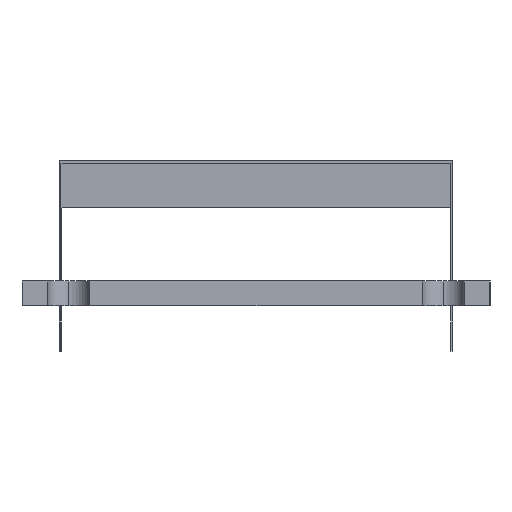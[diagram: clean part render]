
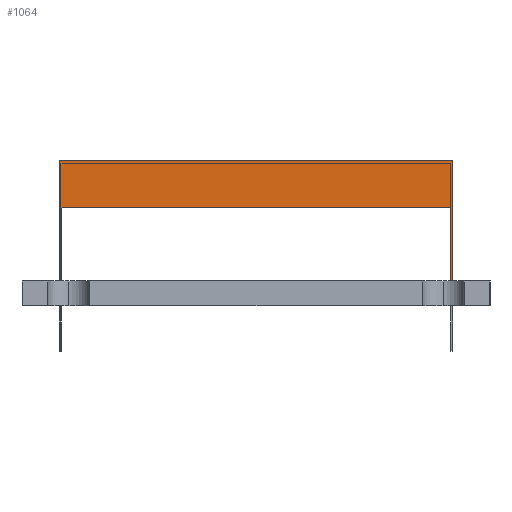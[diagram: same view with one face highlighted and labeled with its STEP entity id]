
A CAD part, left-side view. The second image highlights one B-rep face of the part: STEP entity #1064.
In plain terms, the highlighted planar face has unit normal (-1, 0, 0).
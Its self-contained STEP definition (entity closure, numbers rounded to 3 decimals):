
#493 = PLANE('',#494);
#494 = AXIS2_PLACEMENT_3D('',#495,#496,#497);
#495 = CARTESIAN_POINT('',(5.3,-20.12,9.2));
#496 = DIRECTION('',(0.,0.,1.));
#497 = DIRECTION('',(1.,0.,0.));
#668 = VERTEX_POINT('',#669);
#669 = CARTESIAN_POINT('',(5.4,4.88,9.2));
#683 = PLANE('',#684);
#684 = AXIS2_PLACEMENT_3D('',#685,#686,#687);
#685 = CARTESIAN_POINT('',(5.3,4.88,-1.));
#686 = DIRECTION('',(0.,1.,0.));
#687 = DIRECTION('',(0.,0.,1.));
#695 = EDGE_CURVE('',#668,#696,#698,.T.);
#696 = VERTEX_POINT('',#697);
#697 = CARTESIAN_POINT('',(5.4,-20.12,9.2));
#698 = SURFACE_CURVE('',#699,(#703,#709),.PCURVE_S1.);
#699 = LINE('',#700,#701);
#700 = CARTESIAN_POINT('',(5.4,-20.17,9.2));
#701 = VECTOR('',#702,1.);
#702 = DIRECTION('',(0.,-1.,0.));
#703 = PCURVE('',#493,#704);
#704 = DEFINITIONAL_REPRESENTATION('',(#705),#708);
#705 = B_SPLINE_CURVE_WITH_KNOTS('',1,(#706,#707),.UNSPECIFIED.,.F.,.F.,
  (2,2),(-27.55,2.45),.PIECEWISE_BEZIER_KNOTS.);
#706 = CARTESIAN_POINT('',(0.1,27.5));
#707 = CARTESIAN_POINT('',(0.1,-2.5));
#708 = ( GEOMETRIC_REPRESENTATION_CONTEXT(2) 
PARAMETRIC_REPRESENTATION_CONTEXT() REPRESENTATION_CONTEXT('2D SPACE',''
  ) );
#709 = PCURVE('',#710,#715);
#710 = PLANE('',#711);
#711 = AXIS2_PLACEMENT_3D('',#712,#713,#714);
#712 = CARTESIAN_POINT('',(5.4,-20.22,0.));
#713 = DIRECTION('',(1.,0.,0.));
#714 = DIRECTION('',(0.,0.,1.));
#715 = DEFINITIONAL_REPRESENTATION('',(#716),#719);
#716 = B_SPLINE_CURVE_WITH_KNOTS('',1,(#717,#718),.UNSPECIFIED.,.F.,.F.,
  (2,2),(-27.55,2.45),.PIECEWISE_BEZIER_KNOTS.);
#717 = CARTESIAN_POINT('',(9.2,-27.6));
#718 = CARTESIAN_POINT('',(9.2,2.4));
#719 = ( GEOMETRIC_REPRESENTATION_CONTEXT(2) 
PARAMETRIC_REPRESENTATION_CONTEXT() REPRESENTATION_CONTEXT('2D SPACE',''
  ) );
#735 = PLANE('',#736);
#736 = AXIS2_PLACEMENT_3D('',#737,#738,#739);
#737 = CARTESIAN_POINT('',(5.3,-20.12,-1.));
#738 = DIRECTION('',(0.,1.,0.));
#739 = DIRECTION('',(0.,0.,1.));
#794 = PLANE('',#795);
#795 = AXIS2_PLACEMENT_3D('',#796,#797,#798);
#796 = CARTESIAN_POINT('',(-1.5,-22.62,4.5));
#797 = DIRECTION('',(0.,0.,1.));
#798 = DIRECTION('',(1.,0.,0.));
#979 = VERTEX_POINT('',#980);
#980 = CARTESIAN_POINT('',(5.4,4.88,4.5));
#999 = EDGE_CURVE('',#979,#668,#1000,.T.);
#1000 = SURFACE_CURVE('',#1001,(#1005,#1011),.PCURVE_S1.);
#1001 = LINE('',#1002,#1003);
#1002 = CARTESIAN_POINT('',(5.4,4.88,-0.5));
#1003 = VECTOR('',#1004,1.);
#1004 = DIRECTION('',(0.,0.,1.));
#1005 = PCURVE('',#683,#1006);
#1006 = DEFINITIONAL_REPRESENTATION('',(#1007),#1010);
#1007 = B_SPLINE_CURVE_WITH_KNOTS('',1,(#1008,#1009),.UNSPECIFIED.,.F.,
  .F.,(2,2),(-0.72,10.72),.PIECEWISE_BEZIER_KNOTS.);
#1008 = CARTESIAN_POINT('',(-0.22,0.1));
#1009 = CARTESIAN_POINT('',(11.22,0.1));
#1010 = ( GEOMETRIC_REPRESENTATION_CONTEXT(2) 
PARAMETRIC_REPRESENTATION_CONTEXT() REPRESENTATION_CONTEXT('2D SPACE',''
  ) );
#1011 = PCURVE('',#710,#1012);
#1012 = DEFINITIONAL_REPRESENTATION('',(#1013),#1016);
#1013 = B_SPLINE_CURVE_WITH_KNOTS('',1,(#1014,#1015),.UNSPECIFIED.,.F.,
  .F.,(2,2),(-0.72,10.72),.PIECEWISE_BEZIER_KNOTS.);
#1014 = CARTESIAN_POINT('',(-1.22,-25.1));
#1015 = CARTESIAN_POINT('',(10.22,-25.1));
#1016 = ( GEOMETRIC_REPRESENTATION_CONTEXT(2) 
PARAMETRIC_REPRESENTATION_CONTEXT() REPRESENTATION_CONTEXT('2D SPACE',''
  ) );
#1024 = VERTEX_POINT('',#1025);
#1025 = CARTESIAN_POINT('',(5.4,-20.12,4.5));
#1044 = EDGE_CURVE('',#1024,#696,#1045,.T.);
#1045 = SURFACE_CURVE('',#1046,(#1050,#1056),.PCURVE_S1.);
#1046 = LINE('',#1047,#1048);
#1047 = CARTESIAN_POINT('',(5.4,-20.12,-0.5));
#1048 = VECTOR('',#1049,1.);
#1049 = DIRECTION('',(0.,0.,1.));
#1050 = PCURVE('',#735,#1051);
#1051 = DEFINITIONAL_REPRESENTATION('',(#1052),#1055);
#1052 = B_SPLINE_CURVE_WITH_KNOTS('',1,(#1053,#1054),.UNSPECIFIED.,.F.,
  .F.,(2,2),(-0.72,10.72),.PIECEWISE_BEZIER_KNOTS.);
#1053 = CARTESIAN_POINT('',(-0.22,0.1));
#1054 = CARTESIAN_POINT('',(11.22,0.1));
#1055 = ( GEOMETRIC_REPRESENTATION_CONTEXT(2) 
PARAMETRIC_REPRESENTATION_CONTEXT() REPRESENTATION_CONTEXT('2D SPACE',''
  ) );
#1056 = PCURVE('',#710,#1057);
#1057 = DEFINITIONAL_REPRESENTATION('',(#1058),#1061);
#1058 = B_SPLINE_CURVE_WITH_KNOTS('',1,(#1059,#1060),.UNSPECIFIED.,.F.,
  .F.,(2,2),(-0.72,10.72),.PIECEWISE_BEZIER_KNOTS.);
#1059 = CARTESIAN_POINT('',(-1.22,-0.1));
#1060 = CARTESIAN_POINT('',(10.22,-0.1));
#1061 = ( GEOMETRIC_REPRESENTATION_CONTEXT(2) 
PARAMETRIC_REPRESENTATION_CONTEXT() REPRESENTATION_CONTEXT('2D SPACE',''
  ) );
#1064 = ADVANCED_FACE('',(#1065),#710,.F.);
#1065 = FACE_BOUND('',#1066,.F.);
#1066 = EDGE_LOOP('',(#1067,#1097,#1125,#1153,#1172,#1173,#1174,#1175));
#1067 = ORIENTED_EDGE('',*,*,#1068,.T.);
#1068 = EDGE_CURVE('',#1069,#1071,#1073,.T.);
#1069 = VERTEX_POINT('',#1070);
#1070 = CARTESIAN_POINT('',(5.4,4.98,4.5));
#1071 = VERTEX_POINT('',#1072);
#1072 = CARTESIAN_POINT('',(5.4,4.98,12.2));
#1073 = SURFACE_CURVE('',#1074,(#1078,#1085),.PCURVE_S1.);
#1074 = LINE('',#1075,#1076);
#1075 = CARTESIAN_POINT('',(5.4,4.98,0.));
#1076 = VECTOR('',#1077,1.);
#1077 = DIRECTION('',(0.,0.,1.));
#1078 = PCURVE('',#710,#1079);
#1079 = DEFINITIONAL_REPRESENTATION('',(#1080),#1084);
#1080 = LINE('',#1081,#1082);
#1081 = CARTESIAN_POINT('',(0.,-25.2));
#1082 = VECTOR('',#1083,1.);
#1083 = DIRECTION('',(1.,0.));
#1084 = ( GEOMETRIC_REPRESENTATION_CONTEXT(2) 
PARAMETRIC_REPRESENTATION_CONTEXT() REPRESENTATION_CONTEXT('2D SPACE',''
  ) );
#1085 = PCURVE('',#1086,#1091);
#1086 = PLANE('',#1087);
#1087 = AXIS2_PLACEMENT_3D('',#1088,#1089,#1090);
#1088 = CARTESIAN_POINT('',(5.4,4.98,0.));
#1089 = DIRECTION('',(0.,1.,0.));
#1090 = DIRECTION('',(0.,0.,1.));
#1091 = DEFINITIONAL_REPRESENTATION('',(#1092),#1096);
#1092 = LINE('',#1093,#1094);
#1093 = CARTESIAN_POINT('',(0.,0.));
#1094 = VECTOR('',#1095,1.);
#1095 = DIRECTION('',(1.,0.));
#1096 = ( GEOMETRIC_REPRESENTATION_CONTEXT(2) 
PARAMETRIC_REPRESENTATION_CONTEXT() REPRESENTATION_CONTEXT('2D SPACE',''
  ) );
#1097 = ORIENTED_EDGE('',*,*,#1098,.F.);
#1098 = EDGE_CURVE('',#1099,#1071,#1101,.T.);
#1099 = VERTEX_POINT('',#1100);
#1100 = CARTESIAN_POINT('',(5.4,-20.22,12.2));
#1101 = SURFACE_CURVE('',#1102,(#1106,#1113),.PCURVE_S1.);
#1102 = LINE('',#1103,#1104);
#1103 = CARTESIAN_POINT('',(5.4,-20.22,12.2));
#1104 = VECTOR('',#1105,1.);
#1105 = DIRECTION('',(0.,1.,0.));
#1106 = PCURVE('',#710,#1107);
#1107 = DEFINITIONAL_REPRESENTATION('',(#1108),#1112);
#1108 = LINE('',#1109,#1110);
#1109 = CARTESIAN_POINT('',(12.2,0.));
#1110 = VECTOR('',#1111,1.);
#1111 = DIRECTION('',(0.,-1.));
#1112 = ( GEOMETRIC_REPRESENTATION_CONTEXT(2) 
PARAMETRIC_REPRESENTATION_CONTEXT() REPRESENTATION_CONTEXT('2D SPACE',''
  ) );
#1113 = PCURVE('',#1114,#1119);
#1114 = PLANE('',#1115);
#1115 = AXIS2_PLACEMENT_3D('',#1116,#1117,#1118);
#1116 = CARTESIAN_POINT('',(5.4,-20.22,12.2));
#1117 = DIRECTION('',(0.,0.,1.));
#1118 = DIRECTION('',(1.,0.,0.));
#1119 = DEFINITIONAL_REPRESENTATION('',(#1120),#1124);
#1120 = LINE('',#1121,#1122);
#1121 = CARTESIAN_POINT('',(0.,0.));
#1122 = VECTOR('',#1123,1.);
#1123 = DIRECTION('',(0.,1.));
#1124 = ( GEOMETRIC_REPRESENTATION_CONTEXT(2) 
PARAMETRIC_REPRESENTATION_CONTEXT() REPRESENTATION_CONTEXT('2D SPACE',''
  ) );
#1125 = ORIENTED_EDGE('',*,*,#1126,.F.);
#1126 = EDGE_CURVE('',#1127,#1099,#1129,.T.);
#1127 = VERTEX_POINT('',#1128);
#1128 = CARTESIAN_POINT('',(5.4,-20.22,4.5));
#1129 = SURFACE_CURVE('',#1130,(#1134,#1141),.PCURVE_S1.);
#1130 = LINE('',#1131,#1132);
#1131 = CARTESIAN_POINT('',(5.4,-20.22,0.));
#1132 = VECTOR('',#1133,1.);
#1133 = DIRECTION('',(0.,0.,1.));
#1134 = PCURVE('',#710,#1135);
#1135 = DEFINITIONAL_REPRESENTATION('',(#1136),#1140);
#1136 = LINE('',#1137,#1138);
#1137 = CARTESIAN_POINT('',(0.,0.));
#1138 = VECTOR('',#1139,1.);
#1139 = DIRECTION('',(1.,0.));
#1140 = ( GEOMETRIC_REPRESENTATION_CONTEXT(2) 
PARAMETRIC_REPRESENTATION_CONTEXT() REPRESENTATION_CONTEXT('2D SPACE',''
  ) );
#1141 = PCURVE('',#1142,#1147);
#1142 = PLANE('',#1143);
#1143 = AXIS2_PLACEMENT_3D('',#1144,#1145,#1146);
#1144 = CARTESIAN_POINT('',(5.4,-20.22,0.));
#1145 = DIRECTION('',(0.,1.,0.));
#1146 = DIRECTION('',(0.,0.,1.));
#1147 = DEFINITIONAL_REPRESENTATION('',(#1148),#1152);
#1148 = LINE('',#1149,#1150);
#1149 = CARTESIAN_POINT('',(0.,0.));
#1150 = VECTOR('',#1151,1.);
#1151 = DIRECTION('',(1.,0.));
#1152 = ( GEOMETRIC_REPRESENTATION_CONTEXT(2) 
PARAMETRIC_REPRESENTATION_CONTEXT() REPRESENTATION_CONTEXT('2D SPACE',''
  ) );
#1153 = ORIENTED_EDGE('',*,*,#1154,.F.);
#1154 = EDGE_CURVE('',#1024,#1127,#1155,.T.);
#1155 = SURFACE_CURVE('',#1156,(#1160,#1166),.PCURVE_S1.);
#1156 = LINE('',#1157,#1158);
#1157 = CARTESIAN_POINT('',(5.4,-21.42,4.5));
#1158 = VECTOR('',#1159,1.);
#1159 = DIRECTION('',(0.,-1.,0.));
#1160 = PCURVE('',#710,#1161);
#1161 = DEFINITIONAL_REPRESENTATION('',(#1162),#1165);
#1162 = B_SPLINE_CURVE_WITH_KNOTS('',1,(#1163,#1164),.UNSPECIFIED.,.F.,
  .F.,(2,2),(-28.92,1.32),.PIECEWISE_BEZIER_KNOTS.);
#1163 = CARTESIAN_POINT('',(4.5,-27.72));
#1164 = CARTESIAN_POINT('',(4.5,2.52));
#1165 = ( GEOMETRIC_REPRESENTATION_CONTEXT(2) 
PARAMETRIC_REPRESENTATION_CONTEXT() REPRESENTATION_CONTEXT('2D SPACE',''
  ) );
#1166 = PCURVE('',#794,#1167);
#1167 = DEFINITIONAL_REPRESENTATION('',(#1168),#1171);
#1168 = B_SPLINE_CURVE_WITH_KNOTS('',1,(#1169,#1170),.UNSPECIFIED.,.F.,
  .F.,(2,2),(-28.92,1.32),.PIECEWISE_BEZIER_KNOTS.);
#1169 = CARTESIAN_POINT('',(6.9,30.12));
#1170 = CARTESIAN_POINT('',(6.9,-0.12));
#1171 = ( GEOMETRIC_REPRESENTATION_CONTEXT(2) 
PARAMETRIC_REPRESENTATION_CONTEXT() REPRESENTATION_CONTEXT('2D SPACE',''
  ) );
#1172 = ORIENTED_EDGE('',*,*,#1044,.T.);
#1173 = ORIENTED_EDGE('',*,*,#695,.F.);
#1174 = ORIENTED_EDGE('',*,*,#999,.F.);
#1175 = ORIENTED_EDGE('',*,*,#1176,.F.);
#1176 = EDGE_CURVE('',#1069,#979,#1177,.T.);
#1177 = SURFACE_CURVE('',#1178,(#1182,#1188),.PCURVE_S1.);
#1178 = LINE('',#1179,#1180);
#1179 = CARTESIAN_POINT('',(5.4,-21.42,4.5));
#1180 = VECTOR('',#1181,1.);
#1181 = DIRECTION('',(0.,-1.,0.));
#1182 = PCURVE('',#710,#1183);
#1183 = DEFINITIONAL_REPRESENTATION('',(#1184),#1187);
#1184 = B_SPLINE_CURVE_WITH_KNOTS('',1,(#1185,#1186),.UNSPECIFIED.,.F.,
  .F.,(2,2),(-28.92,1.32),.PIECEWISE_BEZIER_KNOTS.);
#1185 = CARTESIAN_POINT('',(4.5,-27.72));
#1186 = CARTESIAN_POINT('',(4.5,2.52));
#1187 = ( GEOMETRIC_REPRESENTATION_CONTEXT(2) 
PARAMETRIC_REPRESENTATION_CONTEXT() REPRESENTATION_CONTEXT('2D SPACE',''
  ) );
#1188 = PCURVE('',#794,#1189);
#1189 = DEFINITIONAL_REPRESENTATION('',(#1190),#1193);
#1190 = B_SPLINE_CURVE_WITH_KNOTS('',1,(#1191,#1192),.UNSPECIFIED.,.F.,
  .F.,(2,2),(-28.92,1.32),.PIECEWISE_BEZIER_KNOTS.);
#1191 = CARTESIAN_POINT('',(6.9,30.12));
#1192 = CARTESIAN_POINT('',(6.9,-0.12));
#1193 = ( GEOMETRIC_REPRESENTATION_CONTEXT(2) 
PARAMETRIC_REPRESENTATION_CONTEXT() REPRESENTATION_CONTEXT('2D SPACE',''
  ) );
